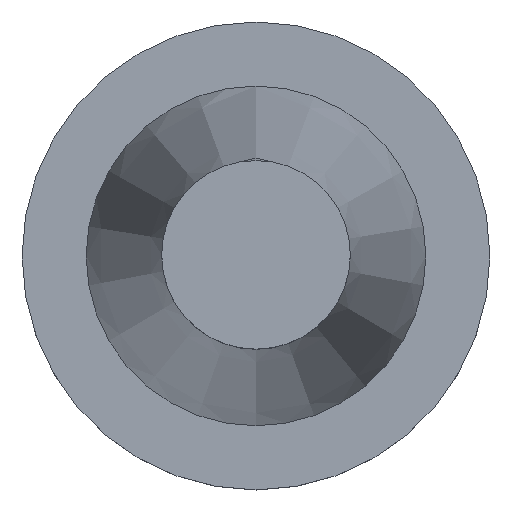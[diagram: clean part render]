
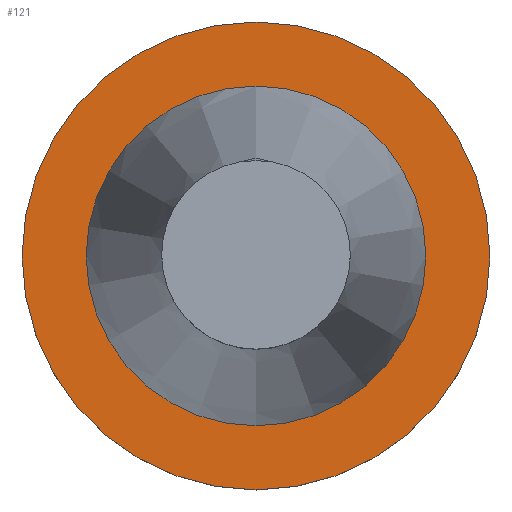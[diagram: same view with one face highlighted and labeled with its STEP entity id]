
A CAD part, top view. The second image highlights one B-rep face of the part: STEP entity #121.
In plain terms, the highlighted planar face has unit normal (0, 0, 1).
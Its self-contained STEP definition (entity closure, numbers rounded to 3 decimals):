
#121=ADVANCED_FACE('',(#160,#161),#147,.F.);
#147=PLANE('',#464);
#160=FACE_BOUND('',#179,.T.);
#161=FACE_BOUND('',#180,.T.);
#179=EDGE_LOOP('',(#216));
#180=EDGE_LOOP('',(#217,#218));
#216=ORIENTED_EDGE('',*,*,#353,.F.);
#217=ORIENTED_EDGE('',*,*,#354,.T.);
#218=ORIENTED_EDGE('',*,*,#355,.T.);
#316=VERTEX_POINT('',#666);
#317=VERTEX_POINT('',#668);
#318=VERTEX_POINT('',#669);
#353=EDGE_CURVE('',#316,#316,#404,.T.);
#354=EDGE_CURVE('',#317,#318,#405,.T.);
#355=EDGE_CURVE('',#318,#317,#406,.T.);
#404=CIRCLE('',#461,48.75);
#405=CIRCLE('',#462,35.392);
#406=CIRCLE('',#463,35.392);
#461=AXIS2_PLACEMENT_3D('',#665,#532,#533);
#462=AXIS2_PLACEMENT_3D('',#667,#534,#535);
#463=AXIS2_PLACEMENT_3D('',#670,#536,#537);
#464=AXIS2_PLACEMENT_3D('',#671,#538,#539);
#532=DIRECTION('',(0.,0.,-1.));
#533=DIRECTION('',(-1.,0.,0.));
#534=DIRECTION('',(0.,0.,-1.));
#535=DIRECTION('',(-1.,0.,0.));
#536=DIRECTION('',(0.,0.,-1.));
#537=DIRECTION('',(-1.,0.,0.));
#538=DIRECTION('',(0.,0.,-1.));
#539=DIRECTION('',(0.,1.,0.));
#665=CARTESIAN_POINT('',(0.,0.,-3.2));
#666=CARTESIAN_POINT('',(-48.75,0.,-3.2));
#667=CARTESIAN_POINT('',(0.,0.,-3.2));
#668=CARTESIAN_POINT('',(0.,35.392,-3.2));
#669=CARTESIAN_POINT('',(0.,-35.392,-3.2));
#670=CARTESIAN_POINT('',(0.,0.,-3.2));
#671=CARTESIAN_POINT('',(0.,0.,-3.2));
